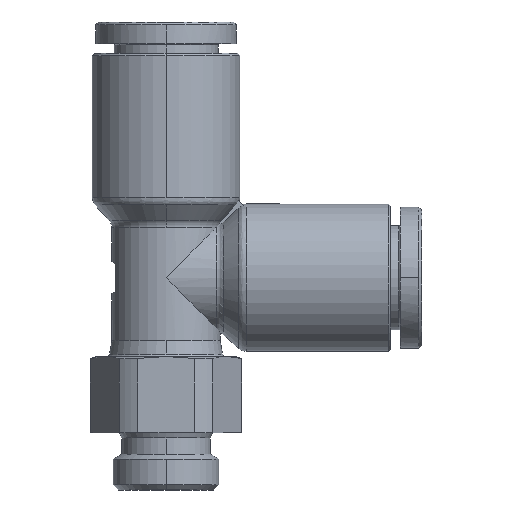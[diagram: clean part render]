
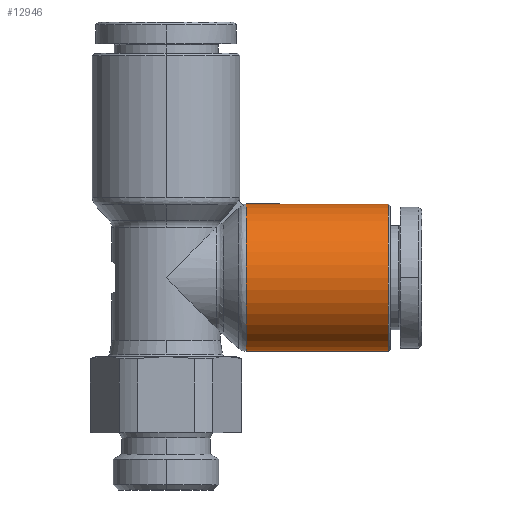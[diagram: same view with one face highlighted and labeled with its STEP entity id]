
A CAD part, front view. The second image highlights one B-rep face of the part: STEP entity #12946.
In plain terms, the highlighted cylindrical face has radius 6.8 mm (diameter 13.6 mm), a partial arc.
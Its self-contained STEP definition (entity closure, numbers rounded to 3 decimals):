
#1032 = CARTESIAN_POINT ( 'NONE',  ( 13.028, 0., 0. ) ) ;
#1714 = VERTEX_POINT ( 'NONE', #23008 ) ;
#1824 = VERTEX_POINT ( 'NONE', #27379 ) ;
#2808 = CYLINDRICAL_SURFACE ( 'NONE', #17854, 6.8 ) ;
#3504 = VERTEX_POINT ( 'NONE', #21387 ) ;
#3584 = EDGE_CURVE ( 'NONE', #1824, #3504, #21943, .T. ) ;
#3644 = ORIENTED_EDGE ( 'NONE', *, *, #6100, .F. ) ;
#3882 = FACE_OUTER_BOUND ( 'NONE', #26474, .T. ) ;
#3926 = CARTESIAN_POINT ( 'NONE',  ( 5.528, 0., 6.8 ) ) ;
#4942 = CARTESIAN_POINT ( 'NONE',  ( 5.528, 0., 0. ) ) ;
#6100 = EDGE_CURVE ( 'NONE', #15028, #1714, #14091, .T. ) ;
#6781 = EDGE_CURVE ( 'NONE', #1714, #3504, #14038, .T. ) ;
#9753 = EDGE_CURVE ( 'NONE', #15028, #1824, #20822, .T. ) ;
#10575 = DIRECTION ( 'NONE',  ( -1., 0., 0. ) ) ;
#10916 = DIRECTION ( 'NONE',  ( -1., 0., 0. ) ) ;
#12216 = ORIENTED_EDGE ( 'NONE', *, *, #6781, .F. ) ;
#12946 = ADVANCED_FACE ( 'NONE', ( #3882 ), #2808, .T. ) ;
#13415 = AXIS2_PLACEMENT_3D ( 'NONE', #1032, #10575, #19270 ) ;
#14038 = LINE ( 'NONE', #3926, #27667 ) ;
#14091 = CIRCLE ( 'NONE', #17287, 6.8 ) ;
#15028 = VERTEX_POINT ( 'NONE', #27170 ) ;
#15314 = DIRECTION ( 'NONE',  ( 0., 0., -1. ) ) ;
#15419 = CARTESIAN_POINT ( 'NONE',  ( -0.089, 0., 0. ) ) ;
#15920 = ORIENTED_EDGE ( 'NONE', *, *, #9753, .T. ) ;
#17287 = AXIS2_PLACEMENT_3D ( 'NONE', #15419, #10916, #15314 ) ;
#17854 = AXIS2_PLACEMENT_3D ( 'NONE', #4942, #23492, #27836 ) ;
#18416 = DIRECTION ( 'NONE',  ( 1., 0., 0. ) ) ;
#19270 = DIRECTION ( 'NONE',  ( 0., 0., -1. ) ) ;
#20822 = LINE ( 'NONE', #20856, #21170 ) ;
#20856 = CARTESIAN_POINT ( 'NONE',  ( 5.528, 0., -6.8 ) ) ;
#21170 = VECTOR ( 'NONE', #18416, 1000. ) ;
#21387 = CARTESIAN_POINT ( 'NONE',  ( 13.028, 0., 6.8 ) ) ;
#21943 = CIRCLE ( 'NONE', #13415, 6.8 ) ;
#23008 = CARTESIAN_POINT ( 'NONE',  ( -0.089, 0., 6.8 ) ) ;
#23492 = DIRECTION ( 'NONE',  ( 1., 0., 0. ) ) ;
#23689 = ORIENTED_EDGE ( 'NONE', *, *, #3584, .T. ) ;
#26474 = EDGE_LOOP ( 'NONE', ( #12216, #3644, #15920, #23689 ) ) ;
#27001 = DIRECTION ( 'NONE',  ( 1., 0., 0. ) ) ;
#27170 = CARTESIAN_POINT ( 'NONE',  ( -0.089, 0., -6.8 ) ) ;
#27379 = CARTESIAN_POINT ( 'NONE',  ( 13.028, 0., -6.8 ) ) ;
#27667 = VECTOR ( 'NONE', #27001, 1000. ) ;
#27836 = DIRECTION ( 'NONE',  ( 0., 0., -1. ) ) ;
